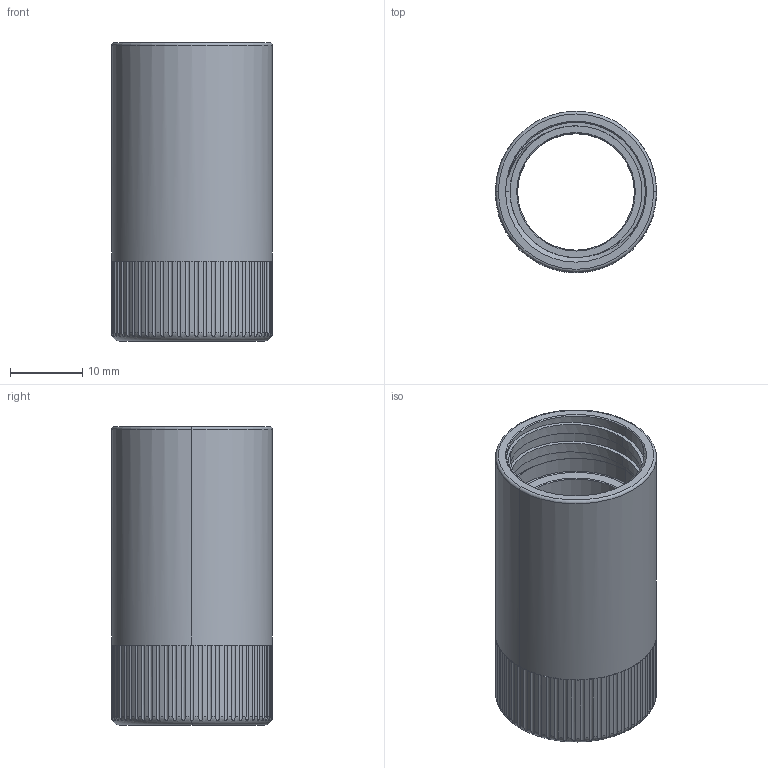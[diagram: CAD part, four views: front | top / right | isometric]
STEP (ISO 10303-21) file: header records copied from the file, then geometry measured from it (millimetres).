
FILE_DESCRIPTION (( 'STEP AP214' ), '1' );
FILE_NAME ('300-00-040.STEP', '2020-11-11T14:48:13', ( '' ), ( '' ), 'SwSTEP 2.0', 'SolidWorks 2020', '' );
FILE_SCHEMA (( 'AUTOMOTIVE_DESIGN' ));
Length unit declared in the file: inch
Products named in the file (1): 300-00-040
Bounding box: 22.28 x 22.29 x 41.27 mm (x, y, z)
Volume: 6773.7 mm3; surface area: 5614.2 mm2
Topology: 1 solids, 1 shells, 294 faces, 736 edges, 447 vertices
Faces by surface type: cylinder 157, plane 121, torus 10, cone 4, bspline 2
Entity records: 10120 total; most frequent: CARTESIAN_POINT 2860, DIRECTION 1695, ORIENTED_EDGE 1472, AXIS2_PLACEMENT_3D 768, EDGE_CURVE 736, CIRCLE 475, VERTEX_POINT 447, EDGE_LOOP 299
